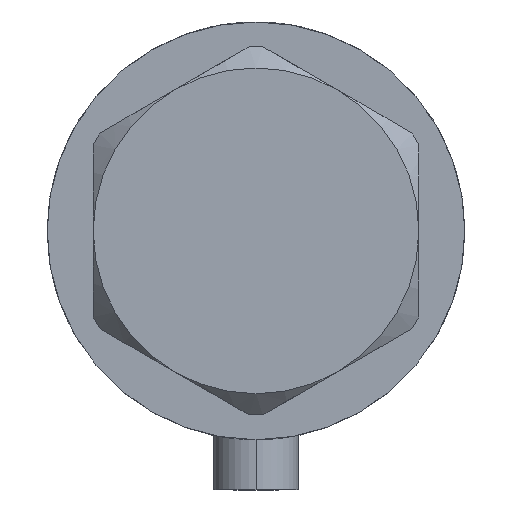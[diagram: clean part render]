
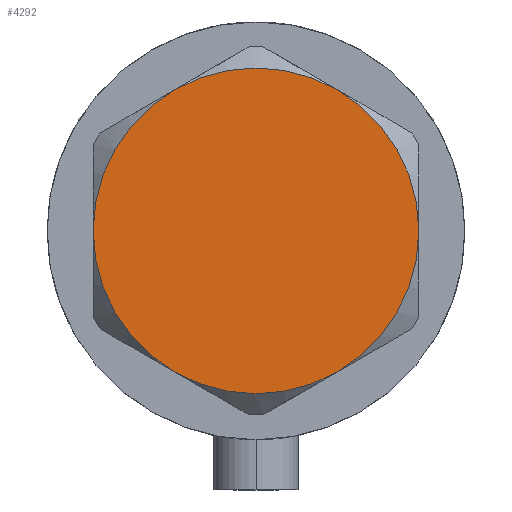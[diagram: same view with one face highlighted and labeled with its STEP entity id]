
A CAD part, left-side view. The second image highlights one B-rep face of the part: STEP entity #4292.
In plain terms, the highlighted face is planar.
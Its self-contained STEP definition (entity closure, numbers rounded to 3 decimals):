
#6 = AXIS2_PLACEMENT_3D ( 'NONE', #1463, #2489, #2835 ) ;
#131 = CARTESIAN_POINT ( 'NONE',  ( 0., 0., 13. ) ) ;
#159 = ORIENTED_EDGE ( 'NONE', *, *, #1506, .T. ) ;
#229 = DIRECTION ( 'NONE',  ( 0., 0., 1. ) ) ;
#305 = ORIENTED_EDGE ( 'NONE', *, *, #1668, .T. ) ;
#307 = VERTEX_POINT ( 'NONE', #3837 ) ;
#367 = CARTESIAN_POINT ( 'NONE',  ( -11.5, -19.919, 13. ) ) ;
#484 = ORIENTED_EDGE ( 'NONE', *, *, #2174, .T. ) ;
#497 = AXIS2_PLACEMENT_3D ( 'NONE', #3183, #2508, #3558 ) ;
#621 = DIRECTION ( 'NONE',  ( 1., 0., 0. ) ) ;
#807 = AXIS2_PLACEMENT_3D ( 'NONE', #2716, #3779, #3467 ) ;
#819 = EDGE_CURVE ( 'NONE', #307, #1299, #3457, .T. ) ;
#1015 = AXIS2_PLACEMENT_3D ( 'NONE', #4393, #1800, #621 ) ;
#1230 = CARTESIAN_POINT ( 'NONE',  ( -23., 0., 13. ) ) ;
#1299 = VERTEX_POINT ( 'NONE', #2128 ) ;
#1348 = PLANE ( 'NONE',  #807 ) ;
#1416 = VERTEX_POINT ( 'NONE', #367 ) ;
#1463 = CARTESIAN_POINT ( 'NONE',  ( 0., 0., 13. ) ) ;
#1506 = EDGE_CURVE ( 'NONE', #3164, #1416, #4322, .T. ) ;
#1543 = EDGE_LOOP ( 'NONE', ( #3986, #484, #2644, #305, #159, #1937 ) ) ;
#1557 = DIRECTION ( 'NONE',  ( 1., 0., 0. ) ) ;
#1668 = EDGE_CURVE ( 'NONE', #1299, #3164, #3313, .T. ) ;
#1799 = DIRECTION ( 'NONE',  ( 0., 0., 1. ) ) ;
#1800 = DIRECTION ( 'NONE',  ( 0., 0., 1. ) ) ;
#1874 = CARTESIAN_POINT ( 'NONE',  ( 23., 0., 13. ) ) ;
#1937 = ORIENTED_EDGE ( 'NONE', *, *, #2039, .T. ) ;
#2039 = EDGE_CURVE ( 'NONE', #1416, #3936, #3899, .T. ) ;
#2128 = CARTESIAN_POINT ( 'NONE',  ( -11.5, 19.919, 13. ) ) ;
#2174 = EDGE_CURVE ( 'NONE', #3765, #307, #3753, .T. ) ;
#2489 = DIRECTION ( 'NONE',  ( 0., 0., 1. ) ) ;
#2508 = DIRECTION ( 'NONE',  ( 0., 0., 1. ) ) ;
#2644 = ORIENTED_EDGE ( 'NONE', *, *, #819, .T. ) ;
#2716 = CARTESIAN_POINT ( 'NONE',  ( 0., 0., 13. ) ) ;
#2835 = DIRECTION ( 'NONE',  ( 1., 0., 0. ) ) ;
#2956 = AXIS2_PLACEMENT_3D ( 'NONE', #3598, #229, #4317 ) ;
#3013 = CARTESIAN_POINT ( 'NONE',  ( 0., 0., 13. ) ) ;
#3059 = FACE_OUTER_BOUND ( 'NONE', #1543, .T. ) ;
#3150 = EDGE_CURVE ( 'NONE', #3936, #3765, #3966, .T. ) ;
#3158 = AXIS2_PLACEMENT_3D ( 'NONE', #3013, #4036, #3384 ) ;
#3164 = VERTEX_POINT ( 'NONE', #1230 ) ;
#3183 = CARTESIAN_POINT ( 'NONE',  ( 0., 0., 13. ) ) ;
#3313 = CIRCLE ( 'NONE', #497, 23. ) ;
#3384 = DIRECTION ( 'NONE',  ( 1., 0., 0. ) ) ;
#3457 = CIRCLE ( 'NONE', #3158, 23. ) ;
#3467 = DIRECTION ( 'NONE',  ( 1., 0., 0. ) ) ;
#3558 = DIRECTION ( 'NONE',  ( 1., 0., 0. ) ) ;
#3598 = CARTESIAN_POINT ( 'NONE',  ( 0., 0., 13. ) ) ;
#3614 = AXIS2_PLACEMENT_3D ( 'NONE', #131, #1799, #1557 ) ;
#3753 = CIRCLE ( 'NONE', #3614, 23. ) ;
#3765 = VERTEX_POINT ( 'NONE', #1874 ) ;
#3779 = DIRECTION ( 'NONE',  ( 0., 0., 1. ) ) ;
#3837 = CARTESIAN_POINT ( 'NONE',  ( 11.5, 19.919, 13. ) ) ;
#3899 = CIRCLE ( 'NONE', #6, 23. ) ;
#3936 = VERTEX_POINT ( 'NONE', #4448 ) ;
#3966 = CIRCLE ( 'NONE', #2956, 23. ) ;
#3986 = ORIENTED_EDGE ( 'NONE', *, *, #3150, .T. ) ;
#4036 = DIRECTION ( 'NONE',  ( 0., 0., 1. ) ) ;
#4292 = ADVANCED_FACE ( 'NONE', ( #3059 ), #1348, .T. ) ;
#4317 = DIRECTION ( 'NONE',  ( 1., 0., 0. ) ) ;
#4322 = CIRCLE ( 'NONE', #1015, 23. ) ;
#4393 = CARTESIAN_POINT ( 'NONE',  ( 0., 0., 13. ) ) ;
#4448 = CARTESIAN_POINT ( 'NONE',  ( 11.5, -19.919, 13. ) ) ;
